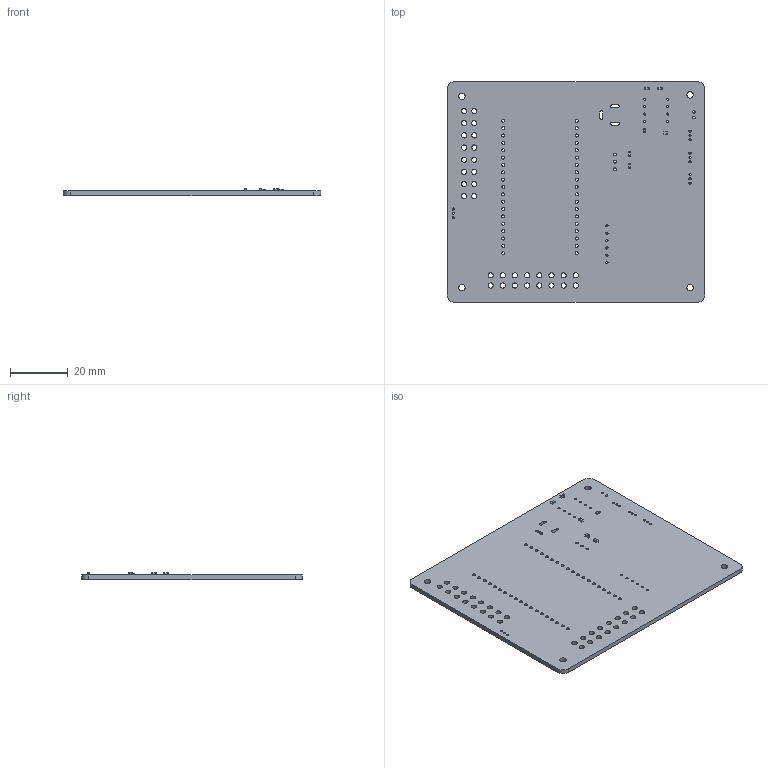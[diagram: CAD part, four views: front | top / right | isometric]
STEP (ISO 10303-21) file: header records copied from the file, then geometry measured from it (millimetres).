
FILE_DESCRIPTION(('KiCad electronic assembly'),'2;1');
FILE_NAME('CareMate.step','2021-09-17T12:30:31',('An Author'),( 'A Company'),'Open CASCADE STEP processor 6.9', 'KiCad to STEP converter','Unknown');
FILE_SCHEMA(('AUTOMOTIVE_DESIGN { 1 0 10303 214 1 1 1 1 }'));
Length unit declared in the file: millimetre
Products named in the file (6): Open CASCADE STEP translator 6.9 1; C_0603_1608Metric; SOLID; R_0603_1608Metric; COMPOUND
Assembly tree (9 placements, depth 3):
  Open CASCADE STEP translator 6.9 1
    C_0603_1608Metric  x4
      SOLID
    R_0603_1608Metric  x2
      SOLID
    COMPOUND
Bounding box: 88.9 x 76.2 x 2.45 mm (x, y, z)
Volume: 10591.2 mm3; surface area: 14476.6 mm2
Topology: 7 solids, 7 shells, 291 faces, 799 edges, 530 vertices
Faces by surface type: cylinder 179, plane 112
Full cylindrical faces by diameter (mm): 0.737 x12, 0.74 x8, 0.762 x6, 0.86 x2, 1.016 x3, 1.04 x38, 1.8 x32, 2.2 x4
Entity records: 13745 total; most frequent: CARTESIAN_POINT 2198, DIRECTION 2177, ORIENTED_EDGE 1030, PCURVE 1030, DEFINITIONAL_REPRESENTATION 1030, LINE 1005, VECTOR 1005, CIRCLE 520
